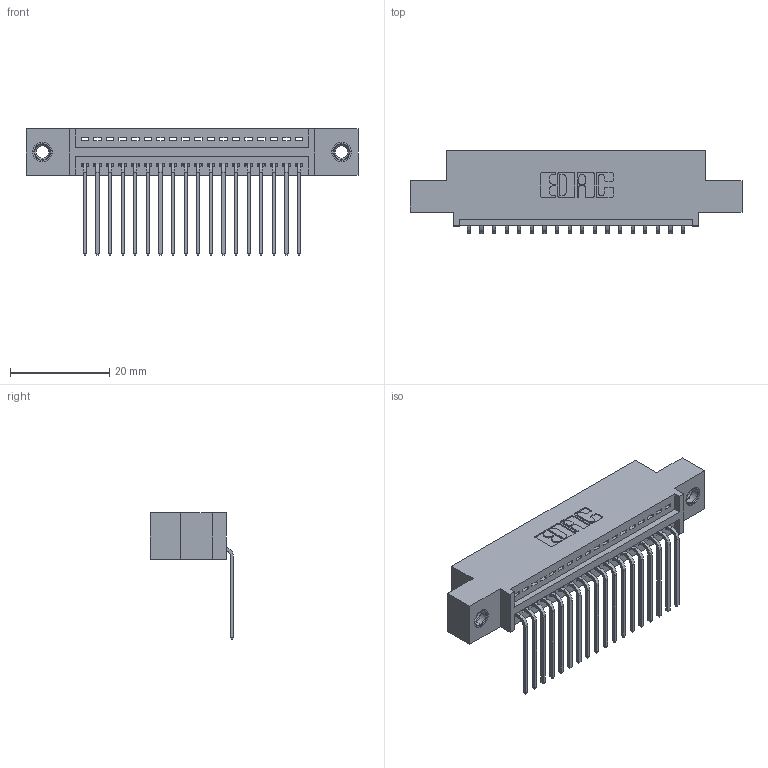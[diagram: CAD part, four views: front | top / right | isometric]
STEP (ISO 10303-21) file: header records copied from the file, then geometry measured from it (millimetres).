
FILE_DESCRIPTION (( 'STEP AP203' ), '1' );
FILE_NAME ('345-018-559-407.STEP', '2019-10-04T18:16:28', ( '' ), ( '' ), 'SwSTEP 2.0', 'SolidWorks 2016', '' );
FILE_SCHEMA (( 'CONFIG_CONTROL_DESIGN' ));
Length unit declared in the file: inch
Products named in the file (4): 345-018-559-407; 345-250-001_345-250-005-103; 345-292-001_558 559 Tail - 1; 345 Part_0.110 Offset - 0.156 Dia-TI
Assembly tree (21 placements, depth 2):
  345-018-559-407
    345 Part_0.110 Offset - 0.156 Dia-TI
    345-292-001_558 559 Tail - 1  x18
    345-250-001_345-250-005-103  x2
Bounding box: 66.93 x 16.75 x 25.53 mm (x, y, z)
Volume: 6133.5 mm3; surface area: 8291.5 mm2
Topology: 21 solids, 21 shells, 1270 faces, 3765 edges, 2478 vertices
Faces by surface type: plane 872, cylinder 382, cone 12, torus 4
Entity records: 18180 total; most frequent: CARTESIAN_POINT 3133, ORIENTED_EDGE 3078, DIRECTION 2797, EDGE_CURVE 1539, VECTOR 1315, LINE 1315, VERTEX_POINT 1020, AXIS2_PLACEMENT_3D 741
